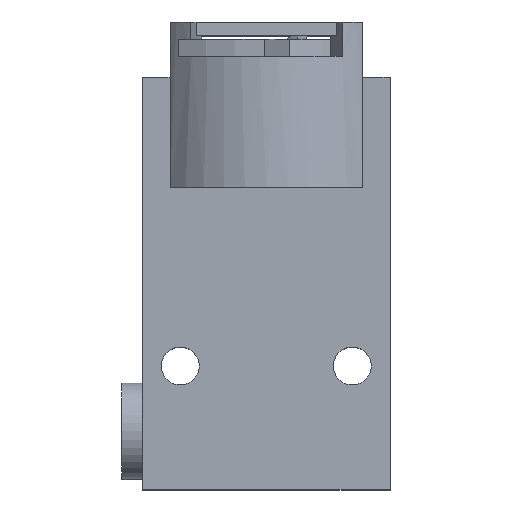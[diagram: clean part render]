
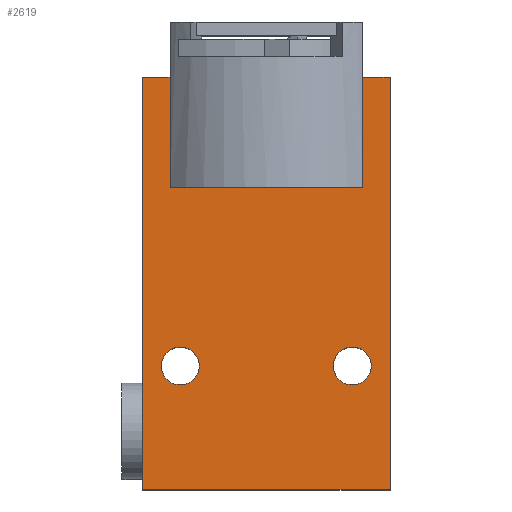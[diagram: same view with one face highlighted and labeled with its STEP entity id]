
A CAD part, top view. The second image highlights one B-rep face of the part: STEP entity #2619.
In plain terms, the highlighted planar face has unit normal (0, 0, 1).
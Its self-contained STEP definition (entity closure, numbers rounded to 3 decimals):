
#104=CIRCLE('',#2808,2.75);
#106=CIRCLE('',#2811,2.75);
#261=ORIENTED_EDGE('',*,*,#1020,.F.);
#262=ORIENTED_EDGE('',*,*,#1018,.F.);
#263=ORIENTED_EDGE('',*,*,#1025,.T.);
#264=ORIENTED_EDGE('',*,*,#1006,.F.);
#265=ORIENTED_EDGE('',*,*,#1026,.T.);
#266=ORIENTED_EDGE('',*,*,#1027,.T.);
#267=ORIENTED_EDGE('',*,*,#1028,.F.);
#268=ORIENTED_EDGE('',*,*,#1029,.F.);
#269=ORIENTED_EDGE('',*,*,#1013,.T.);
#270=ORIENTED_EDGE('',*,*,#1017,.T.);
#1006=EDGE_CURVE('',#1389,#1391,#1640,.T.);
#1013=EDGE_CURVE('',#1398,#1397,#1645,.T.);
#1017=EDGE_CURVE('',#1397,#1400,#1649,.T.);
#1018=EDGE_CURVE('',#1401,#1401,#104,.T.);
#1020=EDGE_CURVE('',#1403,#1403,#106,.T.);
#1025=EDGE_CURVE('',#1400,#1391,#1651,.T.);
#1026=EDGE_CURVE('',#1389,#1407,#1652,.T.);
#1027=EDGE_CURVE('',#1407,#1408,#1653,.T.);
#1028=EDGE_CURVE('',#1409,#1408,#1654,.T.);
#1029=EDGE_CURVE('',#1398,#1409,#1655,.T.);
#1389=VERTEX_POINT('',#3934);
#1391=VERTEX_POINT('',#3937);
#1397=VERTEX_POINT('',#3950);
#1398=VERTEX_POINT('',#3952);
#1400=VERTEX_POINT('',#3958);
#1401=VERTEX_POINT('',#3962);
#1403=VERTEX_POINT('',#3967);
#1407=VERTEX_POINT('',#3979);
#1408=VERTEX_POINT('',#3981);
#1409=VERTEX_POINT('',#3983);
#1640=LINE('',#3936,#1891);
#1645=LINE('',#3951,#1896);
#1649=LINE('',#3959,#1900);
#1651=LINE('',#3976,#1902);
#1652=LINE('',#3978,#1903);
#1653=LINE('',#3980,#1904);
#1654=LINE('',#3982,#1905);
#1655=LINE('',#3984,#1906);
#1891=VECTOR('',#3110,1000.);
#1896=VECTOR('',#3121,1000.);
#1900=VECTOR('',#3127,1000.);
#1902=VECTOR('',#3147,1000.);
#1903=VECTOR('',#3150,1000.);
#1904=VECTOR('',#3151,1000.);
#1905=VECTOR('',#3152,1000.);
#1906=VECTOR('',#3153,1000.);
#2148=EDGE_LOOP('',(#261));
#2149=EDGE_LOOP('',(#262));
#2150=EDGE_LOOP('',(#263,#264,#265,#266,#267,#268,#269,#270));
#2337=FACE_BOUND('',#2148,.T.);
#2338=FACE_BOUND('',#2149,.T.);
#2339=FACE_BOUND('',#2150,.T.);
#2519=PLANE('',#2816);
#2619=ADVANCED_FACE('',(#2337,#2338,#2339),#2519,.T.);
#2808=AXIS2_PLACEMENT_3D('',#3961,#3130,#3131);
#2811=AXIS2_PLACEMENT_3D('',#3966,#3136,#3137);
#2816=AXIS2_PLACEMENT_3D('',#3977,#3148,#3149);
#3110=DIRECTION('',(1.,0.,0.));
#3121=DIRECTION('',(0.,-1.,0.));
#3127=DIRECTION('',(1.,0.,0.));
#3130=DIRECTION('',(0.,0.,1.));
#3131=DIRECTION('',(1.,0.,0.));
#3136=DIRECTION('',(0.,0.,1.));
#3137=DIRECTION('',(1.,0.,0.));
#3147=DIRECTION('',(0.,1.,0.));
#3148=DIRECTION('',(0.,0.,1.));
#3149=DIRECTION('',(1.,0.,0.));
#3150=DIRECTION('',(0.,-1.,0.));
#3151=DIRECTION('',(-1.,0.,0.));
#3152=DIRECTION('',(0.,-1.,0.));
#3153=DIRECTION('',(1.,0.,0.));
#3934=CARTESIAN_POINT('',(14.,60.,9.));
#3936=CARTESIAN_POINT('',(14.,60.,9.));
#3937=CARTESIAN_POINT('',(18.,60.,9.));
#3950=CARTESIAN_POINT('',(-18.,0.,9.));
#3951=CARTESIAN_POINT('',(-18.,44.,9.));
#3952=CARTESIAN_POINT('',(-18.,60.,9.));
#3958=CARTESIAN_POINT('',(18.,0.,9.));
#3959=CARTESIAN_POINT('',(-18.,0.,9.));
#3961=CARTESIAN_POINT('',(12.5,18.,9.));
#3962=CARTESIAN_POINT('',(15.25,18.,9.));
#3966=CARTESIAN_POINT('',(-12.5,18.,9.));
#3967=CARTESIAN_POINT('',(-9.75,18.,9.));
#3976=CARTESIAN_POINT('',(18.,0.,9.));
#3977=CARTESIAN_POINT('',(0.,0.,9.));
#3978=CARTESIAN_POINT('',(14.,60.,9.));
#3979=CARTESIAN_POINT('',(14.,44.,9.));
#3980=CARTESIAN_POINT('',(18.,44.,9.));
#3981=CARTESIAN_POINT('',(-14.,44.,9.));
#3982=CARTESIAN_POINT('',(-14.,60.,9.));
#3983=CARTESIAN_POINT('',(-14.,60.,9.));
#3984=CARTESIAN_POINT('',(-18.,60.,9.));
